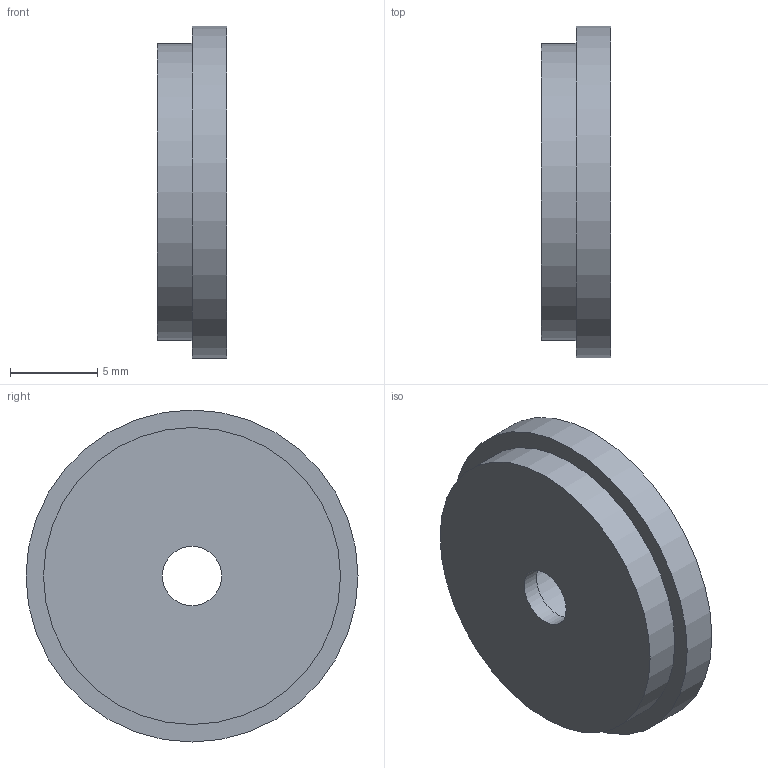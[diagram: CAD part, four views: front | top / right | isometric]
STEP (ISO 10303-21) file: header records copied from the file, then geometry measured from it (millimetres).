
FILE_DESCRIPTION(/* description */ (''),/* implementation_level */ '2;1');
FILE_NAME(/* name */ 'planet_gear_cap_1of4.step',/* time_stamp */ '2026-02-16T15:27:09-08:00',/* author */ (''),/* organization */ (''),/* preprocessor_version */ 'ST-DEVELOPER v20.1',/* originating_system */ 'Autodesk Translation Framework v14.24.0.0',/* authorisation */ '');
FILE_SCHEMA (('AUTOMOTIVE_DESIGN { 1 0 10303 214 3 1 1 }'));
Length unit declared in the file: millimetre
Products named in the file (6): Manuel 1.0; V4 robot arm; Shoulder; Planet gears; Planetary gear (23 teeth module 1); Planetary gear cap
Assembly tree (5 placements, depth 6):
  Manuel 1.0
    V4 robot arm
      Shoulder
        Planet gears
          Planetary gear (23 teeth module 1)
            Planetary gear cap
Bounding box: 4 x 19 x 19 mm (x, y, z)
Volume: 927.1 mm3; surface area: 842.3 mm2
Topology: 1 solids, 1 shells, 8 faces, 12 edges, 8 vertices
Faces by surface type: cylinder 4, plane 4
Full cylindrical faces by diameter (mm): 3.4 x1, 6 x1, 17 x1, 19 x1
Entity records: 328 total; most frequent: DIRECTION 58, CARTESIAN_POINT 39, AXIS2_PLACEMENT_3D 27, ORIENTED_EDGE 24, EDGE_LOOP 12, EDGE_CURVE 12, PRODUCT_DEFINITION_SHAPE 11, FACE_OUTER_BOUND 8
